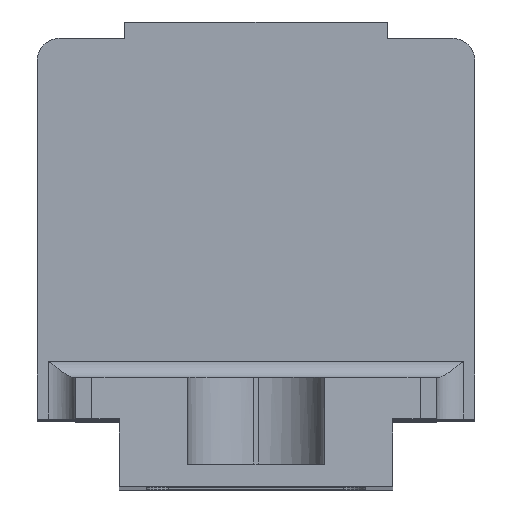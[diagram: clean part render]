
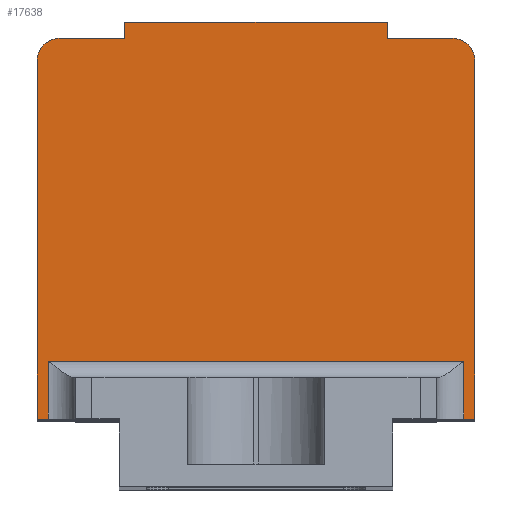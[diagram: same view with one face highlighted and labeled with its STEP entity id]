
A CAD part, top view. The second image highlights one B-rep face of the part: STEP entity #17638.
In plain terms, the highlighted planar face has unit normal (0, 0, 1).
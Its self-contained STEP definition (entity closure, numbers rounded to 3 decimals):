
#1865=DIRECTION('',(0.,1.,0.));
#1866=VECTOR('',#1865,5.3);
#1867=CARTESIAN_POINT('',(-19.,6.2,161.1));
#1868=LINE('',#1867,#1866);
#1883=DIRECTION('',(1.,0.,0.));
#1884=VECTOR('',#1883,6.);
#1885=CARTESIAN_POINT('',(-18.,41.,161.1));
#1886=LINE('',#1885,#1884);
#1887=DIRECTION('',(0.,1.,0.));
#1888=VECTOR('',#1887,1.5);
#1889=CARTESIAN_POINT('',(-12.,41.,161.1));
#1890=LINE('',#1889,#1888);
#1891=DIRECTION('',(1.,0.,0.));
#1892=VECTOR('',#1891,24.);
#1893=CARTESIAN_POINT('',(-12.,42.5,161.1));
#1894=LINE('',#1893,#1892);
#1895=DIRECTION('',(0.,-1.,0.));
#1896=VECTOR('',#1895,1.5);
#1897=CARTESIAN_POINT('',(12.,42.5,161.1));
#1898=LINE('',#1897,#1896);
#1899=DIRECTION('',(1.,0.,0.));
#1900=VECTOR('',#1899,6.);
#1901=CARTESIAN_POINT('',(12.,41.,161.1));
#1902=LINE('',#1901,#1900);
#1903=DIRECTION('',(0.,-1.,0.));
#1904=VECTOR('',#1903,32.8);
#1905=CARTESIAN_POINT('',(20.,39.,161.1));
#1906=LINE('',#1905,#1904);
#1907=DIRECTION('',(-1.,0.,0.));
#1908=VECTOR('',#1907,1.);
#1909=CARTESIAN_POINT('',(20.,6.2,161.1));
#1910=LINE('',#1909,#1908);
#1911=DIRECTION('',(-1.,0.,0.));
#1912=VECTOR('',#1911,1.);
#1913=CARTESIAN_POINT('',(-19.,6.2,161.1));
#1914=LINE('',#1913,#1912);
#1915=DIRECTION('',(0.,1.,0.));
#1916=VECTOR('',#1915,32.8);
#1917=CARTESIAN_POINT('',(-20.,6.2,161.1));
#1918=LINE('',#1917,#1916);
#1923=CARTESIAN_POINT('',(-18.,39.,161.1));
#1924=DIRECTION('',(0.,0.,1.));
#1925=DIRECTION('',(0.,1.,0.));
#1926=AXIS2_PLACEMENT_3D('',#1923,#1924,#1925);
#7596=DIRECTION('',(1.,0.,0.));
#7597=VECTOR('',#7596,38.);
#7598=CARTESIAN_POINT('',(-19.,11.5,161.1));
#7599=LINE('',#7598,#7597);
#7626=DIRECTION('',(0.,1.,0.));
#7627=VECTOR('',#7626,5.3);
#7628=CARTESIAN_POINT('',(19.,6.2,161.1));
#7629=LINE('',#7628,#7627);
#7716=CARTESIAN_POINT('',(18.,39.,161.1));
#7717=DIRECTION('',(0.,0.,1.));
#7718=DIRECTION('',(1.,0.,0.));
#7719=AXIS2_PLACEMENT_3D('',#7716,#7717,#7718);
#13000=CARTESIAN_POINT('',(-12.,42.5,161.1));
#13001=CARTESIAN_POINT('',(12.,42.5,161.1));
#13002=VERTEX_POINT('',#13000);
#13003=VERTEX_POINT('',#13001);
#13008=CARTESIAN_POINT('',(20.,6.2,161.1));
#13010=VERTEX_POINT('',#13008);
#13012=CARTESIAN_POINT('',(-20.,6.2,161.1));
#13014=VERTEX_POINT('',#13012);
#13204=CARTESIAN_POINT('',(19.,6.2,161.1));
#13205=VERTEX_POINT('',#13204);
#13210=CARTESIAN_POINT('',(-19.,6.2,161.1));
#13211=VERTEX_POINT('',#13210);
#13212=CARTESIAN_POINT('',(-19.,11.5,161.1));
#13213=CARTESIAN_POINT('',(19.,11.5,161.1));
#13214=VERTEX_POINT('',#13212);
#13215=VERTEX_POINT('',#13213);
#13366=CARTESIAN_POINT('',(-12.,41.,161.1));
#13367=VERTEX_POINT('',#13366);
#13368=CARTESIAN_POINT('',(12.,41.,161.1));
#13369=VERTEX_POINT('',#13368);
#13399=CARTESIAN_POINT('',(-18.,41.,161.1));
#13401=VERTEX_POINT('',#13399);
#13402=CARTESIAN_POINT('',(-20.,39.,161.1));
#13403=VERTEX_POINT('',#13402);
#13407=CARTESIAN_POINT('',(20.,39.,161.1));
#13409=VERTEX_POINT('',#13407);
#13410=CARTESIAN_POINT('',(18.,41.,161.1));
#13411=VERTEX_POINT('',#13410);
#17605=CARTESIAN_POINT('',(0.,0.,161.1));
#17606=DIRECTION('',(0.,0.,-1.));
#17607=DIRECTION('',(-1.,0.,0.));
#17608=AXIS2_PLACEMENT_3D('',#17605,#17606,#17607);
#17609=PLANE('',#17608);
#17611=ORIENTED_EDGE('',*,*,#17610,.F.);
#17613=ORIENTED_EDGE('',*,*,#17612,.T.);
#17615=ORIENTED_EDGE('',*,*,#17614,.T.);
#17617=ORIENTED_EDGE('',*,*,#17616,.T.);
#17619=ORIENTED_EDGE('',*,*,#17618,.T.);
#17621=ORIENTED_EDGE('',*,*,#17620,.T.);
#17623=ORIENTED_EDGE('',*,*,#17622,.F.);
#17625=ORIENTED_EDGE('',*,*,#17624,.T.);
#17627=ORIENTED_EDGE('',*,*,#17626,.T.);
#17629=ORIENTED_EDGE('',*,*,#17628,.T.);
#17631=ORIENTED_EDGE('',*,*,#17630,.F.);
#17632=ORIENTED_EDGE('',*,*,#17595,.F.);
#17633=ORIENTED_EDGE('',*,*,#17495,.T.);
#17635=ORIENTED_EDGE('',*,*,#17634,.T.);
#17636=EDGE_LOOP('',(#17611,#17613,#17615,#17617,#17619,#17621,#17623,#17625,
#17627,#17629,#17631,#17632,#17633,#17635));
#17637=FACE_OUTER_BOUND('',#17636,.F.);
#17638=ADVANCED_FACE('',(#17637),#17609,.F.);
#1927=CIRCLE('',#1926,2.);
#7720=CIRCLE('',#7719,2.);
#17495=EDGE_CURVE('',#13211,#13014,#1914,.T.);
#17595=EDGE_CURVE('',#13211,#13214,#1868,.T.);
#17610=EDGE_CURVE('',#13401,#13403,#1927,.T.);
#17612=EDGE_CURVE('',#13401,#13367,#1886,.T.);
#17614=EDGE_CURVE('',#13367,#13002,#1890,.T.);
#17616=EDGE_CURVE('',#13002,#13003,#1894,.T.);
#17618=EDGE_CURVE('',#13003,#13369,#1898,.T.);
#17620=EDGE_CURVE('',#13369,#13411,#1902,.T.);
#17622=EDGE_CURVE('',#13409,#13411,#7720,.T.);
#17624=EDGE_CURVE('',#13409,#13010,#1906,.T.);
#17626=EDGE_CURVE('',#13010,#13205,#1910,.T.);
#17628=EDGE_CURVE('',#13205,#13215,#7629,.T.);
#17630=EDGE_CURVE('',#13214,#13215,#7599,.T.);
#17634=EDGE_CURVE('',#13014,#13403,#1918,.T.);
